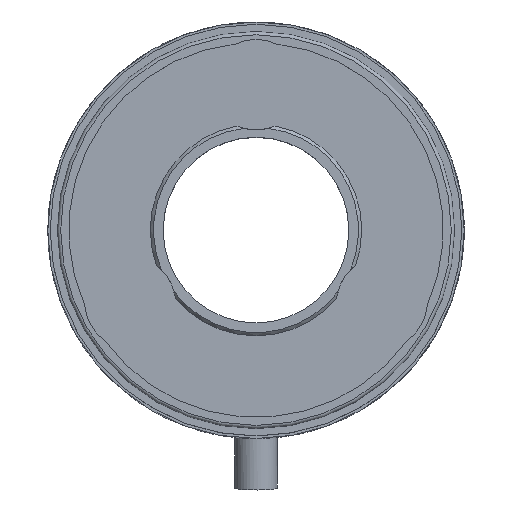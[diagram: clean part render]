
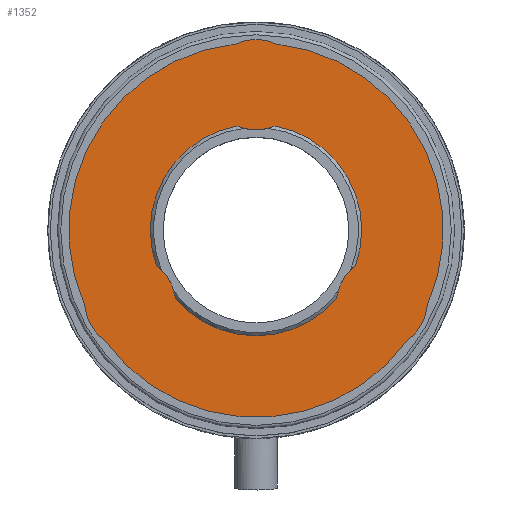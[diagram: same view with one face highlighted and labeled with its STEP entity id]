
A CAD part, top view. The second image highlights one B-rep face of the part: STEP entity #1352.
In plain terms, the highlighted planar face has unit normal (0, 0, 1).
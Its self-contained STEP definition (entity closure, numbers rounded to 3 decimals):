
#209=FACE_BOUND('',#407,.T.);
#300=FACE_OUTER_BOUND('',#406,.T.);
#406=EDGE_LOOP('',(#992,#993,#994,#995,#996,#997));
#407=EDGE_LOOP('',(#998,#999,#1000,#1001,#1002,#1003));
#516=CIRCLE('',#1464,3.);
#517=CIRCLE('',#1465,11.6);
#518=CIRCLE('',#1466,3.);
#519=CIRCLE('',#1467,11.6);
#520=CIRCLE('',#1468,3.);
#521=CIRCLE('',#1469,11.6);
#522=CIRCLE('',#1470,3.);
#523=CIRCLE('',#1471,6.55);
#524=CIRCLE('',#1472,3.);
#525=CIRCLE('',#1473,6.55);
#526=CIRCLE('',#1474,3.);
#527=CIRCLE('',#1475,6.55);
#623=VERTEX_POINT('',#2190);
#624=VERTEX_POINT('',#2191);
#625=VERTEX_POINT('',#2193);
#626=VERTEX_POINT('',#2195);
#627=VERTEX_POINT('',#2197);
#628=VERTEX_POINT('',#2199);
#629=VERTEX_POINT('',#2202);
#630=VERTEX_POINT('',#2203);
#631=VERTEX_POINT('',#2205);
#632=VERTEX_POINT('',#2207);
#633=VERTEX_POINT('',#2209);
#634=VERTEX_POINT('',#2211);
#765=EDGE_CURVE('',#623,#624,#516,.T.);
#766=EDGE_CURVE('',#625,#623,#517,.T.);
#767=EDGE_CURVE('',#626,#625,#518,.T.);
#768=EDGE_CURVE('',#627,#626,#519,.T.);
#769=EDGE_CURVE('',#628,#627,#520,.T.);
#770=EDGE_CURVE('',#624,#628,#521,.T.);
#771=EDGE_CURVE('',#629,#630,#522,.T.);
#772=EDGE_CURVE('',#631,#629,#523,.T.);
#773=EDGE_CURVE('',#632,#631,#524,.T.);
#774=EDGE_CURVE('',#633,#632,#525,.T.);
#775=EDGE_CURVE('',#634,#633,#526,.T.);
#776=EDGE_CURVE('',#630,#634,#527,.T.);
#992=ORIENTED_EDGE('',*,*,#765,.F.);
#993=ORIENTED_EDGE('',*,*,#766,.F.);
#994=ORIENTED_EDGE('',*,*,#767,.F.);
#995=ORIENTED_EDGE('',*,*,#768,.F.);
#996=ORIENTED_EDGE('',*,*,#769,.F.);
#997=ORIENTED_EDGE('',*,*,#770,.F.);
#998=ORIENTED_EDGE('',*,*,#771,.F.);
#999=ORIENTED_EDGE('',*,*,#772,.F.);
#1000=ORIENTED_EDGE('',*,*,#773,.F.);
#1001=ORIENTED_EDGE('',*,*,#774,.F.);
#1002=ORIENTED_EDGE('',*,*,#775,.F.);
#1003=ORIENTED_EDGE('',*,*,#776,.F.);
#1204=PLANE('',#1463);
#1352=ADVANCED_FACE('',(#300,#209),#1204,.F.);
#1463=AXIS2_PLACEMENT_3D('',#2189,#1722,#1723);
#1464=AXIS2_PLACEMENT_3D('',#2192,#1724,#1725);
#1465=AXIS2_PLACEMENT_3D('',#2194,#1726,#1727);
#1466=AXIS2_PLACEMENT_3D('',#2196,#1728,#1729);
#1467=AXIS2_PLACEMENT_3D('',#2198,#1730,#1731);
#1468=AXIS2_PLACEMENT_3D('',#2200,#1732,#1733);
#1469=AXIS2_PLACEMENT_3D('',#2201,#1734,#1735);
#1470=AXIS2_PLACEMENT_3D('',#2204,#1736,#1737);
#1471=AXIS2_PLACEMENT_3D('',#2206,#1738,#1739);
#1472=AXIS2_PLACEMENT_3D('',#2208,#1740,#1741);
#1473=AXIS2_PLACEMENT_3D('',#2210,#1742,#1743);
#1474=AXIS2_PLACEMENT_3D('',#2212,#1744,#1745);
#1475=AXIS2_PLACEMENT_3D('',#2213,#1746,#1747);
#1722=DIRECTION('center_axis',(0.,0.,
-1.));
#1723=DIRECTION('ref_axis',(-0.586,-0.811,0.));
#1724=DIRECTION('center_axis',(0.,0.,
-1.));
#1725=DIRECTION('ref_axis',(-0.998,-0.067,0.));
#1726=DIRECTION('center_axis',(0.,0.,
-1.));
#1727=DIRECTION('ref_axis',(0.,-1.,0.));
#1728=DIRECTION('center_axis',(0.,0.,
-1.));
#1729=DIRECTION('ref_axis',(0.557,-0.831,0.));
#1730=DIRECTION('center_axis',(0.,0.,
-1.));
#1731=DIRECTION('ref_axis',(0.,-1.,0.));
#1732=DIRECTION('center_axis',(0.,0.,
-1.));
#1733=DIRECTION('ref_axis',(0.441,0.897,0.));
#1734=DIRECTION('center_axis',(0.,0.,
-1.));
#1735=DIRECTION('ref_axis',(0.,-1.,0.));
#1736=DIRECTION('center_axis',(0.,0.,
-1.));
#1737=DIRECTION('ref_axis',(0.998,0.067,0.));
#1738=DIRECTION('center_axis',(0.,0.,
1.));
#1739=DIRECTION('ref_axis',(0.,-1.,0.));
#1740=DIRECTION('center_axis',(0.,0.,
-1.));
#1741=DIRECTION('ref_axis',(-0.441,-0.897,0.));
#1742=DIRECTION('center_axis',(0.,0.,
1.));
#1743=DIRECTION('ref_axis',(0.,-1.,0.));
#1744=DIRECTION('center_axis',(0.,0.,
-1.));
#1745=DIRECTION('ref_axis',(-0.557,0.831,0.));
#1746=DIRECTION('center_axis',(0.,0.,
1.));
#1747=DIRECTION('ref_axis',(0.,-1.,0.));
#2189=CARTESIAN_POINT('Origin',(0.,0.,
12.95));
#2190=CARTESIAN_POINT('',(-1.235,11.534,12.95));
#2191=CARTESIAN_POINT('',(1.235,11.534,12.95));
#2192=CARTESIAN_POINT('Origin',(0.,8.8,12.95));
#2193=CARTESIAN_POINT('',(-10.606,-4.698,12.95));
#2194=CARTESIAN_POINT('Origin',(0.,0.,
12.95));
#2195=CARTESIAN_POINT('',(-9.371,-6.836,12.95));
#2196=CARTESIAN_POINT('Origin',(-7.621,-4.4,12.95));
#2197=CARTESIAN_POINT('',(9.371,-6.836,12.95));
#2198=CARTESIAN_POINT('Origin',(0.,0.,
12.95));
#2199=CARTESIAN_POINT('',(10.606,-4.698,12.95));
#2200=CARTESIAN_POINT('Origin',(7.621,-4.4,12.95));
#2201=CARTESIAN_POINT('Origin',(0.,0.,
12.95));
#2202=CARTESIAN_POINT('',(1.182,6.443,12.95));
#2203=CARTESIAN_POINT('',(-1.182,6.443,12.95));
#2204=CARTESIAN_POINT('Origin',(0.,9.2,12.95));
#2205=CARTESIAN_POINT('',(6.17,-2.198,12.95));
#2206=CARTESIAN_POINT('Origin',(0.,0.,
12.95));
#2207=CARTESIAN_POINT('',(4.989,-4.245,12.95));
#2208=CARTESIAN_POINT('Origin',(7.967,-4.6,12.95));
#2209=CARTESIAN_POINT('',(-4.989,-4.245,12.95));
#2210=CARTESIAN_POINT('Origin',(0.,0.,
12.95));
#2211=CARTESIAN_POINT('',(-6.17,-2.198,12.95));
#2212=CARTESIAN_POINT('Origin',(-7.967,-4.6,12.95));
#2213=CARTESIAN_POINT('Origin',(0.,0.,
12.95));
